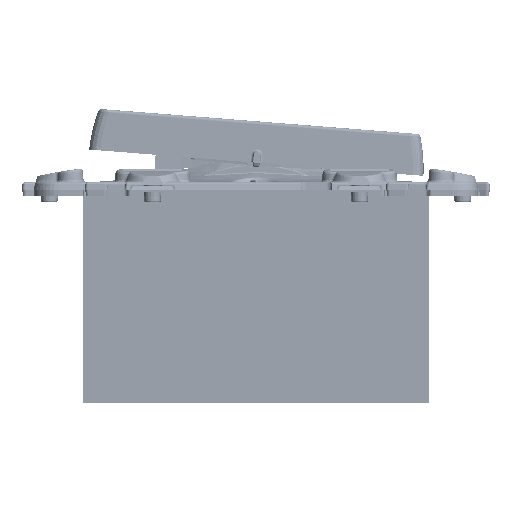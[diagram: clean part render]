
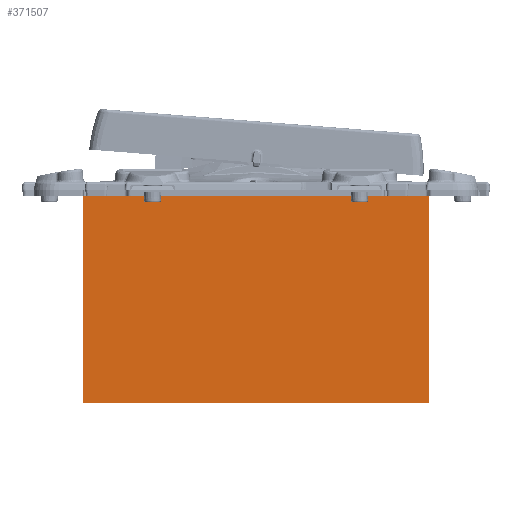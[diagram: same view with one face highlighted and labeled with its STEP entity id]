
A CAD part, left-side view. The second image highlights one B-rep face of the part: STEP entity #371507.
In plain terms, the highlighted planar face has unit normal (-1, 0, 0).
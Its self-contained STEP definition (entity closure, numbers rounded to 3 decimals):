
#371480=AXIS2_PLACEMENT_3D('Plane Axis2P3D',#371477,#371478,#371479) ;
#10006=CARTESIAN_POINT('Vertex',(-27.5,9.38,0.)) ;
#10013=CARTESIAN_POINT('Vertex',(-27.5,4.117,0.)) ;
#11983=CARTESIAN_POINT('Line Origine',(-27.5,-11.692,0.)) ;
#11987=CARTESIAN_POINT('Vertex',(-27.5,-27.5,0.)) ;
#12023=CARTESIAN_POINT('Vertex',(-27.5,27.5,0.)) ;
#12026=CARTESIAN_POINT('Line Origine',(-27.5,18.44,0.)) ;
#371450=CARTESIAN_POINT('Vertex',(-27.5,27.5,-33.)) ;
#371453=CARTESIAN_POINT('Line Origine',(-27.5,27.5,-16.5)) ;
#371477=CARTESIAN_POINT('Axis2P3D Location',(-27.5,-27.5,0.)) ;
#371482=CARTESIAN_POINT('Line Origine',(-27.5,0.,-33.)) ;
#371486=CARTESIAN_POINT('Vertex',(-27.5,-27.5,-33.)) ;
#371489=CARTESIAN_POINT('Line Origine',(-27.5,-27.5,-16.5)) ;
#371494=CARTESIAN_POINT('Line Origine',(-27.5,6.749,0.)) ;
#11984=DIRECTION('Vector Direction',(0.,1.,0.)) ;
#12027=DIRECTION('Vector Direction',(0.,1.,0.)) ;
#371454=DIRECTION('Vector Direction',(0.,0.,-1.)) ;
#371478=DIRECTION('Axis2P3D Direction',(-1.,0.,0.)) ;
#371479=DIRECTION('Axis2P3D XDirection',(0.,1.,0.)) ;
#371483=DIRECTION('Vector Direction',(0.,1.,0.)) ;
#371490=DIRECTION('Vector Direction',(0.,0.,-1.)) ;
#371495=DIRECTION('Vector Direction',(0.,1.,0.)) ;
#11985=VECTOR('Line Direction',#11984,1.) ;
#12028=VECTOR('Line Direction',#12027,1.) ;
#371455=VECTOR('Line Direction',#371454,1.) ;
#371484=VECTOR('Line Direction',#371483,1.) ;
#371491=VECTOR('Line Direction',#371490,1.) ;
#371496=VECTOR('Line Direction',#371495,1.) ;
#371500=ORIENTED_EDGE('',*,*,#371488,.T.) ;
#371501=ORIENTED_EDGE('',*,*,#371493,.F.) ;
#371502=ORIENTED_EDGE('',*,*,#11989,.F.) ;
#371503=ORIENTED_EDGE('',*,*,#371498,.F.) ;
#371504=ORIENTED_EDGE('',*,*,#12030,.F.) ;
#371505=ORIENTED_EDGE('',*,*,#371457,.T.) ;
#371507=ADVANCED_FACE('PartBody',(#371506),#371481,.T.) ;
#11989=EDGE_CURVE('',#10014,#11988,#11986,.F.) ;
#12030=EDGE_CURVE('',#12024,#10007,#12029,.F.) ;
#371457=EDGE_CURVE('',#12024,#371451,#371456,.T.) ;
#371488=EDGE_CURVE('',#371451,#371487,#371485,.F.) ;
#371493=EDGE_CURVE('',#11988,#371487,#371492,.T.) ;
#371498=EDGE_CURVE('',#10007,#10014,#371497,.F.) ;
#371499=EDGE_LOOP('',(#371500,#371501,#371502,#371503,#371504,#371505)) ;
#371506=FACE_OUTER_BOUND('',#371499,.T.) ;
#11986=LINE('Line',#11983,#11985) ;
#12029=LINE('Line',#12026,#12028) ;
#371456=LINE('Line',#371453,#371455) ;
#371485=LINE('Line',#371482,#371484) ;
#371492=LINE('Line',#371489,#371491) ;
#371497=LINE('Line',#371494,#371496) ;
#371481=PLANE('',#371480) ;
#10007=VERTEX_POINT('',#10006) ;
#10014=VERTEX_POINT('',#10013) ;
#11988=VERTEX_POINT('',#11987) ;
#12024=VERTEX_POINT('',#12023) ;
#371451=VERTEX_POINT('',#371450) ;
#371487=VERTEX_POINT('',#371486) ;
